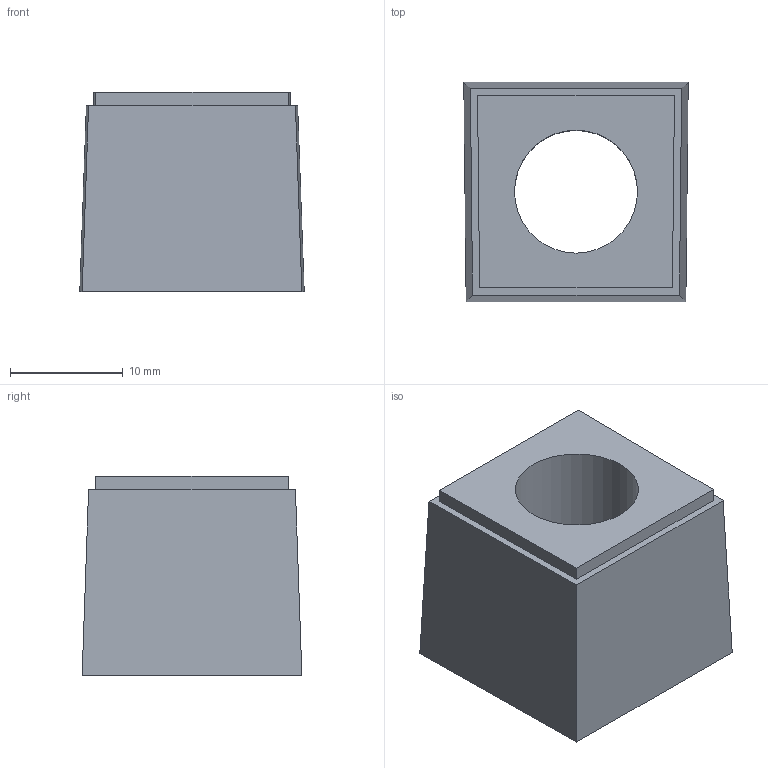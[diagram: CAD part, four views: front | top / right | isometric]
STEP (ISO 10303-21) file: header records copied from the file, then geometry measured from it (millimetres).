
FILE_DESCRIPTION(/* description */ (''),/* implementation_level */ '2;1');
FILE_NAME(/* name */ '28530.4_28571.6_KDS-DE_10-11.stp',/* time_stamp */ '2019-05-22T12:25:13+02:00',/* author */ (''),/* organization */ (''),/* preprocessor_version */ 'ST-DEVELOPER v16.7',/* originating_system */ 'SIEMENS PLM Software NX 12.0',/* authorisation */ '');
FILE_SCHEMA (('AUTOMOTIVE_DESIGN { 1 0 10303 214 3 1 1 1 }'));
Length unit declared in the file: millimetre
Products named in the file (1): 28530.4_28571.6_KDS-DE_10-11
Bounding box: 19.92 x 19.51 x 17.7 mm (x, y, z)
Volume: 4680.2 mm3; surface area: 2485.1 mm2
Topology: 1 solids, 1 shells, 12 faces, 27 edges, 18 vertices
Faces by surface type: plane 11, cylinder 1
Full cylindrical faces by diameter (mm): 10.915 x1
Entity records: 364 total; most frequent: CARTESIAN_POINT 57, DIRECTION 54, ORIENTED_EDGE 52, EDGE_CURVE 26, LINE 24, VECTOR 24, VERTEX_POINT 18, EDGE_LOOP 16
